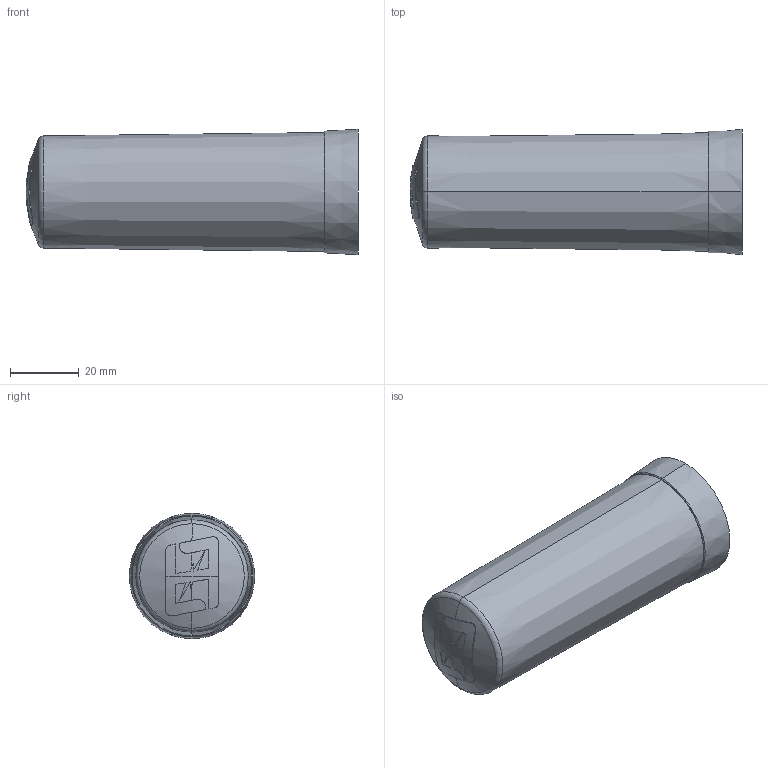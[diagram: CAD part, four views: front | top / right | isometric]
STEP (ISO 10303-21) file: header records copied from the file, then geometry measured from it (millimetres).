
FILE_DESCRIPTION (( 'STEP AP214' ), '1' );
FILE_NAME ('HG72703UR-NMOW.STEP', '2014-03-18T18:18:14', ( 'L-Com' ), ( 'L-Com Global Connectivity' ), 'SwSTEP 2.0', 'SolidWorks 2012', '' );
FILE_SCHEMA (( 'AUTOMOTIVE_DESIGN' ));
Length unit declared in the file: inch
Products named in the file (1): HG72703UR-NMOW
Bounding box: 96.26 x 36.37 x 36.37 mm (x, y, z)
Volume: 77495.1 mm3; surface area: 14233.4 mm2
Topology: 1 solids, 1 shells, 113 faces, 277 edges, 177 vertices
Faces by surface type: plane 50, cylinder 31, cone 20, sphere 6, torus 6
Entity records: 4990 total; most frequent: CARTESIAN_POINT 732, DIRECTION 637, ORIENTED_EDGE 554, EDGE_CURVE 277, AXIS2_PLACEMENT_3D 262, VERTEX_POINT 177, CIRCLE 148, EDGE_LOOP 124
